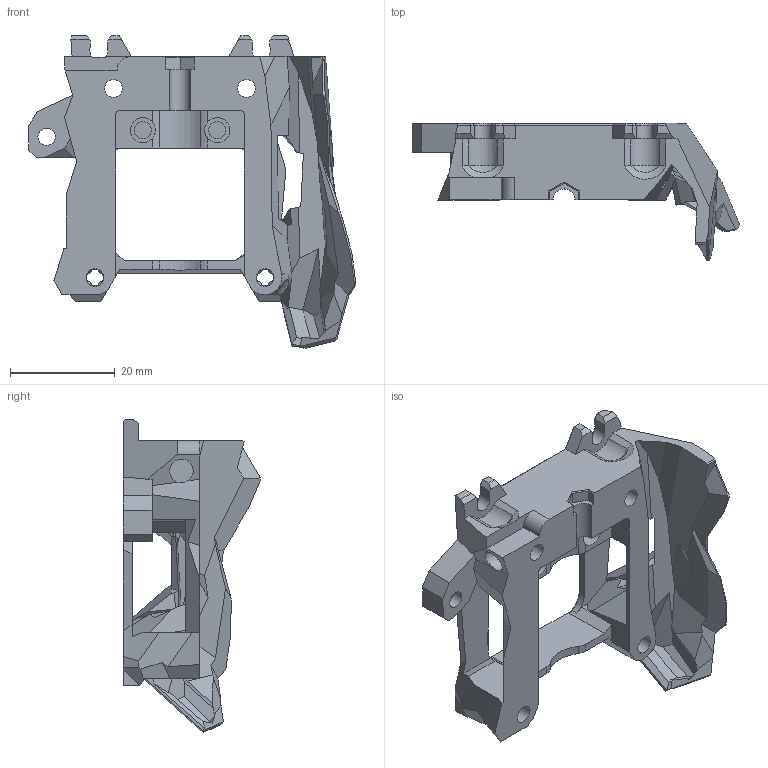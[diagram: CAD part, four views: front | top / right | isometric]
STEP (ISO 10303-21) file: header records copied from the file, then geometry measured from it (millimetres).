
FILE_DESCRIPTION (( 'STEP AP214' ), '1' );
FILE_NAME ('BMS_7_Fin_Rear.STEP', '2024-08-09T20:07:44', ( '' ), ( '' ), 'SwSTEP 2.0', 'SolidWorks 2024', '' );
FILE_SCHEMA (( 'AUTOMOTIVE_DESIGN' ));
Length unit declared in the file: millimetre
Products named in the file (1): BMS_7_Fin_Rear
Bounding box: 62.59 x 26.26 x 59.7 mm (x, y, z)
Volume: 14817.4 mm3; surface area: 10258.9 mm2
Topology: 1 solids, 1 shells, 505 faces, 1485 edges, 957 vertices
Faces by surface type: plane 413, cylinder 71, cone 14, bspline 7
Full cylindrical faces by diameter (mm): 3.2 x2, 3.3 x1, 3.4 x6, 4.5 x1, 4.8 x2, 6 x2, 6.1 x1
Entity records: 17045 total; most frequent: CARTESIAN_POINT 3886, ORIENTED_EDGE 2904, DIRECTION 2473, EDGE_CURVE 1452, VECTOR 1215, LINE 1215, VERTEX_POINT 945, AXIS2_PLACEMENT_3D 629
